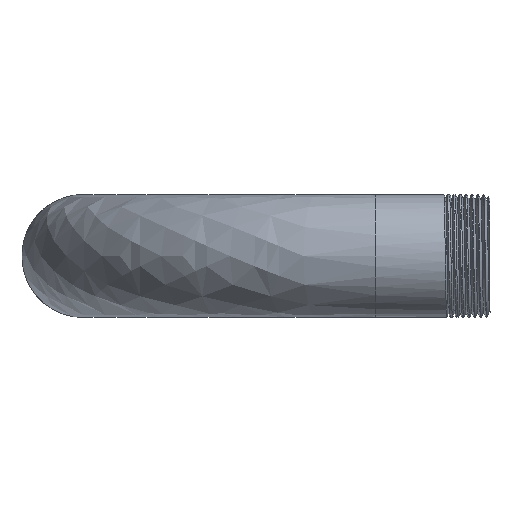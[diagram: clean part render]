
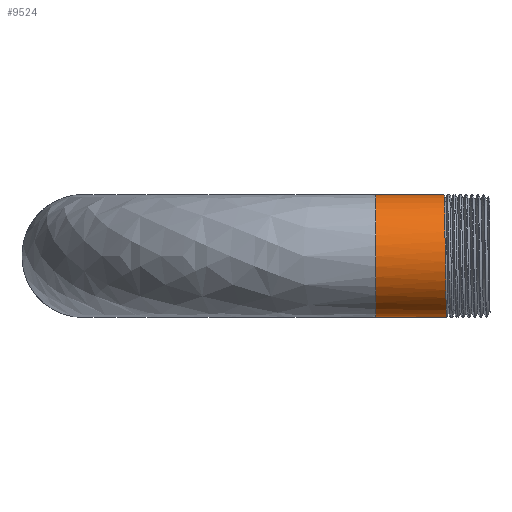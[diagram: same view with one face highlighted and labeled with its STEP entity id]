
A CAD part, left-side view. The second image highlights one B-rep face of the part: STEP entity #9524.
In plain terms, the highlighted cylindrical face has radius 24.15 mm (diameter 48.3 mm), a partial arc.
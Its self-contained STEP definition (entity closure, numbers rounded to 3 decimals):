
#1 = CARTESIAN_POINT ( 'NONE',  ( -136.665, -27.565, -10.678 ) ) ;
#35 = CARTESIAN_POINT ( 'NONE',  ( -138.609, -27.325, 5.1 ) ) ;
#73 = CARTESIAN_POINT ( 'NONE',  ( -130.938, -27.097, 18.162 ) ) ;
#108 = CARTESIAN_POINT ( 'NONE',  ( -115., -26.84, 24.15 ) ) ;
#395 = CARTESIAN_POINT ( 'NONE',  ( -115., 0., 24.15 ) ) ;
#751 = CARTESIAN_POINT ( 'NONE',  ( -115., -27.963, -24.15 ) ) ;
#781 = CARTESIAN_POINT ( 'NONE',  ( -129.076, -27.74, -19.639 ) ) ;
#818 = CARTESIAN_POINT ( 'NONE',  ( -137.165, -27.547, -9.597 ) ) ;
#855 = CARTESIAN_POINT ( 'NONE',  ( -138.328, -27.308, 6.26 ) ) ;
#886 = CARTESIAN_POINT ( 'NONE',  ( -129.067, -27.062, 19.646 ) ) ;
#1247 = EDGE_CURVE ( 'NONE', #5110, #10462, #4503, .T. ) ;
#1442 = FACE_OUTER_BOUND ( 'NONE', #3933, .T. ) ;
#1585 = CARTESIAN_POINT ( 'NONE',  ( -130.624, -27.711, -18.419 ) ) ;
#1619 = CARTESIAN_POINT ( 'NONE',  ( -138.376, -27.495, -6.266 ) ) ;
#1653 = CARTESIAN_POINT ( 'NONE',  ( -137.878, -27.284, 7.774 ) ) ;
#1690 = CARTESIAN_POINT ( 'NONE',  ( -125.713, -27.004, 21.702 ) ) ;
#1771 = CARTESIAN_POINT ( 'NONE',  ( -115., 500000., 24.15 ) ) ;
#2162 = DIRECTION ( 'NONE',  ( 0., -1., 0. ) ) ;
#2373 = CARTESIAN_POINT ( 'NONE',  ( -116.581, -27.939, -24.111 ) ) ;
#2408 = CARTESIAN_POINT ( 'NONE',  ( -131.512, -27.694, -17.628 ) ) ;
#2444 = CARTESIAN_POINT ( 'NONE',  ( -138.83, -27.46, -3.938 ) ) ;
#2485 = CARTESIAN_POINT ( 'NONE',  ( -137.011, -27.249, 9.968 ) ) ;
#2516 = CARTESIAN_POINT ( 'NONE',  ( -122.763, -26.957, 22.882 ) ) ;
#3011 = CARTESIAN_POINT ( 'NONE',  ( -115., 500000., 0. ) ) ;
#3229 = CARTESIAN_POINT ( 'NONE',  ( -118.951, -27.904, -23.838 ) ) ;
#3272 = CARTESIAN_POINT ( 'NONE',  ( -133.207, -27.658, -15.945 ) ) ;
#3310 = CARTESIAN_POINT ( 'NONE',  ( -138.996, -27.442, -2.755 ) ) ;
#3343 = CARTESIAN_POINT ( 'NONE',  ( -135.929, -27.214, 12.077 ) ) ;
#3345 = VERTEX_POINT ( 'NONE', #7836 ) ;
#3366 = ORIENTED_EDGE ( 'NONE', *, *, #1247, .T. ) ;
#3381 = CARTESIAN_POINT ( 'NONE',  ( -120.482, -26.922, 23.533 ) ) ;
#3933 = EDGE_LOOP ( 'NONE', ( #5912, #3366, #5932, #5262 ) ) ;
#4095 = CARTESIAN_POINT ( 'NONE',  ( -122.776, -27.846, -22.919 ) ) ;
#4132 = CARTESIAN_POINT ( 'NONE',  ( -135.517, -27.6, -12.763 ) ) ;
#4165 = CARTESIAN_POINT ( 'NONE',  ( -139.15, -27.413, -0.78 ) ) ;
#4207 = CARTESIAN_POINT ( 'NONE',  ( -134.195, -27.167, 14.741 ) ) ;
#4243 = CARTESIAN_POINT ( 'NONE',  ( -118.161, -26.887, 23.955 ) ) ;
#4469 = CARTESIAN_POINT ( 'NONE',  ( -115., 0., 0. ) ) ;
#4503 = CIRCLE ( 'NONE', #5188, 24.15 ) ;
#4573 = DIRECTION ( 'NONE',  ( 0., 0., -1. ) ) ;
#4784 = CARTESIAN_POINT ( 'NONE',  ( -115., -27.963, -24.15 ) ) ;
#4879 = VERTEX_POINT ( 'NONE', #4784 ) ;
#4959 = CARTESIAN_POINT ( 'NONE',  ( -125.698, -27.799, -21.666 ) ) ;
#4998 = CARTESIAN_POINT ( 'NONE',  ( -136.485, -27.571, -11.035 ) ) ;
#5037 = CARTESIAN_POINT ( 'NONE',  ( -138.997, -27.355, 3.149 ) ) ;
#5070 = CARTESIAN_POINT ( 'NONE',  ( -131.524, -27.109, 17.63 ) ) ;
#5100 = CARTESIAN_POINT ( 'NONE',  ( -115.797, -26.852, 24.15 ) ) ;
#5110 = VERTEX_POINT ( 'NONE', #395 ) ;
#5188 = AXIS2_PLACEMENT_3D ( 'NONE', #4469, #5317, #4573 ) ;
#5262 = ORIENTED_EDGE ( 'NONE', *, *, #6893, .T. ) ;
#5317 = DIRECTION ( 'NONE',  ( 0., -1., 0. ) ) ;
#5454 = AXIS2_PLACEMENT_3D ( 'NONE', #3011, #2162, #8984 ) ;
#5567 = DIRECTION ( 'NONE',  ( 0., -1., 0. ) ) ;
#5762 = CARTESIAN_POINT ( 'NONE',  ( -115.789, -27.951, -24.15 ) ) ;
#5801 = CARTESIAN_POINT ( 'NONE',  ( -127.769, -27.764, -20.513 ) ) ;
#5834 = CARTESIAN_POINT ( 'NONE',  ( -137.004, -27.553, -9.959 ) ) ;
#5870 = CARTESIAN_POINT ( 'NONE',  ( -138.521, -27.319, 5.49 ) ) ;
#5907 = CARTESIAN_POINT ( 'NONE',  ( -129.705, -27.074, 19.174 ) ) ;
#5912 = ORIENTED_EDGE ( 'NONE', *, *, #6039, .F. ) ;
#5932 = ORIENTED_EDGE ( 'NONE', *, *, #8261, .T. ) ;
#6039 = EDGE_CURVE ( 'NONE', #5110, #3345, #7388, .T. ) ;
#6215 = CARTESIAN_POINT ( 'NONE',  ( -115., 0., -24.15 ) ) ;
#6635 = CARTESIAN_POINT ( 'NONE',  ( -129.709, -27.729, -19.17 ) ) ;
#6674 = CARTESIAN_POINT ( 'NONE',  ( -137.92, -27.518, -7.771 ) ) ;
#6716 = CARTESIAN_POINT ( 'NONE',  ( -138.222, -27.302, 6.641 ) ) ;
#6753 = CARTESIAN_POINT ( 'NONE',  ( -127.1, -27.027, 20.96 ) ) ;
#6831 = DIRECTION ( 'NONE',  ( 0., -1., 0. ) ) ;
#6893 = EDGE_CURVE ( 'NONE', #4879, #3345, #8541, .T. ) ;
#7246 = VECTOR ( 'NONE', #5567, 1000. ) ;
#7388 = LINE ( 'NONE', #1771, #8472 ) ;
#7489 = CARTESIAN_POINT ( 'NONE',  ( -130.923, -27.705, -18.161 ) ) ;
#7529 = CARTESIAN_POINT ( 'NONE',  ( -138.762, -27.466, -4.328 ) ) ;
#7563 = CARTESIAN_POINT ( 'NONE',  ( -137.613, -27.272, 8.515 ) ) ;
#7603 = CARTESIAN_POINT ( 'NONE',  ( -123.517, -26.968, 22.612 ) ) ;
#7836 = CARTESIAN_POINT ( 'NONE',  ( -115., -26.84, 24.15 ) ) ;
#7913 = CYLINDRICAL_SURFACE ( 'NONE', #5454, 24.15 ) ;
#8261 = EDGE_CURVE ( 'NONE', #10462, #4879, #9555, .T. ) ;
#8335 = CARTESIAN_POINT ( 'NONE',  ( -118.168, -27.916, -23.955 ) ) ;
#8370 = CARTESIAN_POINT ( 'NONE',  ( -131.801, -27.688, -17.353 ) ) ;
#8405 = CARTESIAN_POINT ( 'NONE',  ( -138.947, -27.448, -3.152 ) ) ;
#8439 = CARTESIAN_POINT ( 'NONE',  ( -136.674, -27.238, 10.681 ) ) ;
#8472 = VECTOR ( 'NONE', #6831, 1000. ) ;
#8477 = CARTESIAN_POINT ( 'NONE',  ( -121.247, -26.933, 23.341 ) ) ;
#8541 = B_SPLINE_CURVE_WITH_KNOTS ( 'NONE', 3,
 ( #751, #5762, #2373, #8335, #3229, #9203, #4095, #10068, #4959, #10875, #5801, #781, #6635, #1585, #7489, #2408, #8370, #3272, #9239, #4132, #10105, #4998, #1, #5834, #818, #6674, #1619, #7529, #2444, #8405, #3310, #9278, #4165, #10138, #5037, #35, #5870, #855, #6716, #1653, #7563, #2485, #8439, #3343, #9313, #4207, #10170, #5070, #73, #5907, #886, #6753, #1690, #7603, #2516, #8477, #3381, #9350, #4243, #10203, #5100, #108 ),
 .UNSPECIFIED., .F., .F.,
 ( 4, 2, 2, 2, 2, 2, 2, 2, 2, 2, 2, 2, 2, 2, 2, 2, 2, 2, 2, 2, 2, 2, 2, 2, 2, 2, 2, 2, 2, 2, 4 ),
 ( 1.046, 1.048, 1.051, 1.055, 1.058, 1.06, 1.063, 1.064, 1.065, 1.07, 1.072, 1.073, 1.074, 1.079, 1.08, 1.081, 1.084, 1.089, 1.09, 1.091, 1.093, 1.096, 1.098, 1.103, 1.105, 1.107, 1.112, 1.115, 1.117, 1.119, 1.122 ),
 .UNSPECIFIED. ) ;
#8811 = CARTESIAN_POINT ( 'NONE',  ( -115., 500000., -24.15 ) ) ;
#8984 = DIRECTION ( 'NONE',  ( 0., 0., -1. ) ) ;
#9203 = CARTESIAN_POINT ( 'NONE',  ( -121.27, -27.869, -23.375 ) ) ;
#9239 = CARTESIAN_POINT ( 'NONE',  ( -134.205, -27.635, -14.726 ) ) ;
#9278 = CARTESIAN_POINT ( 'NONE',  ( -139.112, -27.424, -1.569 ) ) ;
#9313 = CARTESIAN_POINT ( 'NONE',  ( -135.517, -27.202, 12.764 ) ) ;
#9350 = CARTESIAN_POINT ( 'NONE',  ( -118.939, -26.898, 23.84 ) ) ;
#9524 = ADVANCED_FACE ( 'NONE', ( #1442 ), #7913, .T. ) ;
#9555 = LINE ( 'NONE', #8811, #7246 ) ;
#10068 = CARTESIAN_POINT ( 'NONE',  ( -124.974, -27.811, -22.008 ) ) ;
#10105 = CARTESIAN_POINT ( 'NONE',  ( -135.923, -27.588, -12.086 ) ) ;
#10138 = CARTESIAN_POINT ( 'NONE',  ( -139.15, -27.378, 1.581 ) ) ;
#10170 = CARTESIAN_POINT ( 'NONE',  ( -133.195, -27.144, 15.957 ) ) ;
#10203 = CARTESIAN_POINT ( 'NONE',  ( -116.591, -26.863, 24.11 ) ) ;
#10462 = VERTEX_POINT ( 'NONE', #6215 ) ;
#10875 = CARTESIAN_POINT ( 'NONE',  ( -127.093, -27.775, -20.919 ) ) ;
